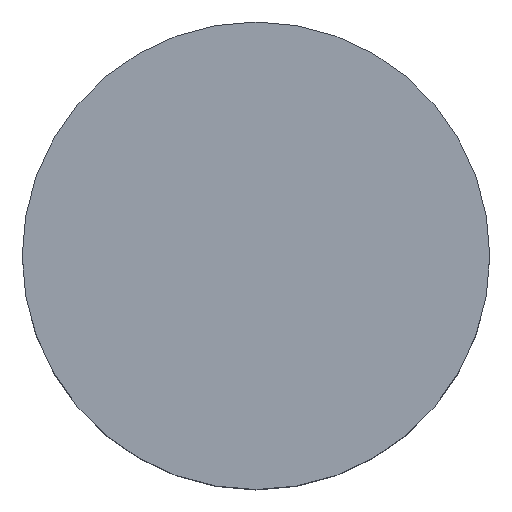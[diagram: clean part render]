
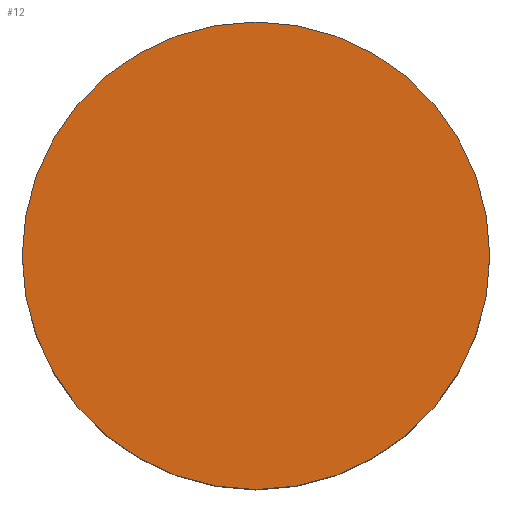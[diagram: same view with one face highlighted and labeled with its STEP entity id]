
A CAD part, top view. The second image highlights one B-rep face of the part: STEP entity #12.
In plain terms, the highlighted planar face has unit normal (0, 0, 1).
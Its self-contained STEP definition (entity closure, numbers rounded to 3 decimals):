
#12 = ADVANCED_FACE ( 'NONE', ( #92 ), #67, .T. ) ;
#32 = CARTESIAN_POINT ( 'NONE',  ( -2., 0., 0. ) ) ;
#52 = CARTESIAN_POINT ( 'NONE',  ( 0., 0., 0. ) ) ;
#54 = AXIS2_PLACEMENT_3D ( 'NONE', #181, #81, #350 ) ;
#66 = DIRECTION ( 'NONE',  ( 1., 0., 0. ) ) ;
#67 = PLANE ( 'NONE',  #54 ) ;
#81 = DIRECTION ( 'NONE',  ( 0., 0., 1. ) ) ;
#86 = DIRECTION ( 'NONE',  ( 0., 0., 1. ) ) ;
#91 = CARTESIAN_POINT ( 'NONE',  ( 0., 0., 0. ) ) ;
#92 = FACE_OUTER_BOUND ( 'NONE', #230, .T. ) ;
#125 = AXIS2_PLACEMENT_3D ( 'NONE', #91, #86, #66 ) ;
#142 = EDGE_CURVE ( 'NONE', #311, #313, #174, .T. ) ;
#174 = CIRCLE ( 'NONE', #307, 2. ) ;
#181 = CARTESIAN_POINT ( 'NONE',  ( 0., 0., 0. ) ) ;
#218 = DIRECTION ( 'NONE',  ( 0., 0., 1. ) ) ;
#225 = EDGE_CURVE ( 'NONE', #313, #311, #262, .T. ) ;
#230 = EDGE_LOOP ( 'NONE', ( #257, #236 ) ) ;
#236 = ORIENTED_EDGE ( 'NONE', *, *, #142, .T. ) ;
#257 = ORIENTED_EDGE ( 'NONE', *, *, #225, .T. ) ;
#262 = CIRCLE ( 'NONE', #125, 2. ) ;
#271 = DIRECTION ( 'NONE',  ( 1., 0., 0. ) ) ;
#282 = CARTESIAN_POINT ( 'NONE',  ( 2., 0., 0. ) ) ;
#307 = AXIS2_PLACEMENT_3D ( 'NONE', #52, #218, #271 ) ;
#311 = VERTEX_POINT ( 'NONE', #32 ) ;
#313 = VERTEX_POINT ( 'NONE', #282 ) ;
#350 = DIRECTION ( 'NONE',  ( 1., 0., 0. ) ) ;
